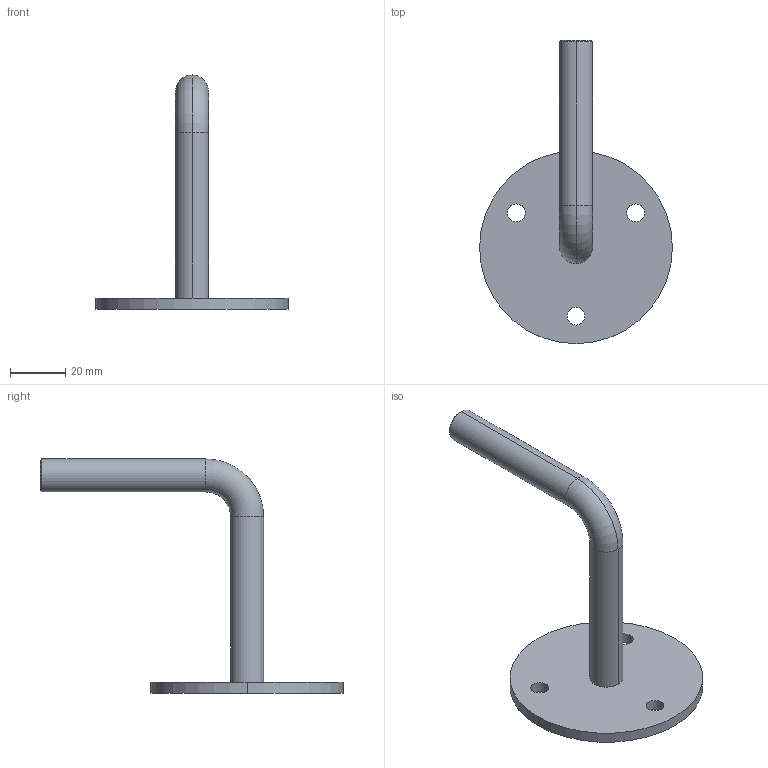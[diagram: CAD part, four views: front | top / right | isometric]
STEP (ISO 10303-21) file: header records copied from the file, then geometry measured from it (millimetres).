
FILE_DESCRIPTION (( 'STEP AP203' ), '1' );
FILE_NAME ('50300-240-3.STEP', '2020-09-08T12:43:56', ( '' ), ( '' ), 'SwSTEP 2.0', 'SolidWorks 2018', '' );
FILE_SCHEMA (( 'CONFIG_CONTROL_DESIGN' ));
Length unit declared in the file: millimetre
Products named in the file (7): 50300-240-3 Teil1_50300-240-3 Teil1; socket countersunk head screw_din; 50300-240-3 Teil2; 50300-240-3 Teil2_50300-240-3 Teil2; 50300-240-3 Teil1; 50300-240-3; socket countersunk head screw_din_DIN 7991 - M6 x 16 --- 9.7S
Assembly tree (3 placements, depth 2):
  socket countersunk head screw_din
  50300-240-3 Teil2
  50300-240-3 Teil1
  50300-240-3
    50300-240-3 Teil1_50300-240-3 Teil1
    50300-240-3 Teil2_50300-240-3 Teil2
    socket countersunk head screw_din_DIN 7991 - M6 x 16 --- 9.7S
Bounding box: 70 x 110 x 85 mm (x, y, z)
Volume: 30932.1 mm3; surface area: 15220.4 mm2
Topology: 3 solids, 3 shells, 364 faces, 943 edges, 610 vertices
Faces by surface type: plane 138, bspline 126, cone 54, cylinder 42, torus 4
Entity records: 19081 total; most frequent: CARTESIAN_POINT 10286, ORIENTED_EDGE 1878, DIRECTION 1339, EDGE_CURVE 939, VERTEX_POINT 610, VECTOR 525, LINE 525, AXIS2_PLACEMENT_3D 407
